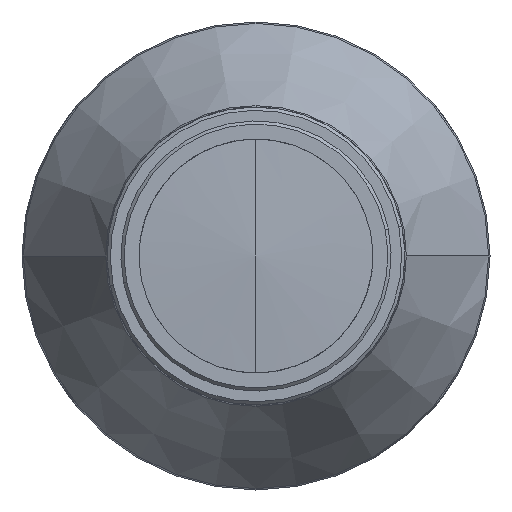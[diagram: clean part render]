
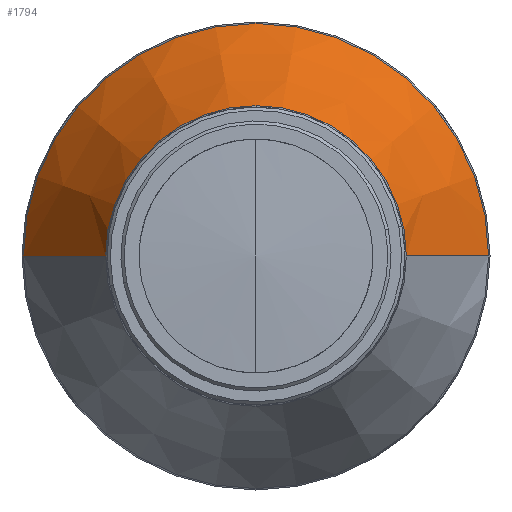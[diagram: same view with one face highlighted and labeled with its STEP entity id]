
A CAD part, left-side view. The second image highlights one B-rep face of the part: STEP entity #1794.
In plain terms, the highlighted conical face has half-angle 30 degrees and reference radius 14.134 mm.
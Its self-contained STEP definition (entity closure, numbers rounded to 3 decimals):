
#69 = DIRECTION ( 'NONE',  ( 1., 0., 0. ) ) ;
#112 = AXIS2_PLACEMENT_3D ( 'NONE', #1214, #1041, #1384 ) ;
#171 = CIRCLE ( 'NONE', #929, 14.134 ) ;
#197 = VERTEX_POINT ( 'NONE', #1544 ) ;
#279 = CARTESIAN_POINT ( 'NONE',  ( 7.532, 0., 14.134 ) ) ;
#312 = CARTESIAN_POINT ( 'NONE',  ( 20.924, 0., 0. ) ) ;
#368 = ORIENTED_EDGE ( 'NONE', *, *, #1840, .F. ) ;
#424 = CARTESIAN_POINT ( 'NONE',  ( 7.532, 14.134, 0. ) ) ;
#508 = AXIS2_PLACEMENT_3D ( 'NONE', #1792, #1477, #687 ) ;
#575 = EDGE_CURVE ( 'NONE', #1957, #1724, #1157, .T. ) ;
#617 = EDGE_CURVE ( 'NONE', #1796, #1724, #1485, .T. ) ;
#638 = DIRECTION ( 'NONE',  ( 1., 0., 0. ) ) ;
#687 = DIRECTION ( 'NONE',  ( 0., 1., 0. ) ) ;
#709 = ORIENTED_EDGE ( 'NONE', *, *, #617, .T. ) ;
#710 = CARTESIAN_POINT ( 'NONE',  ( 7.532, 0., 0. ) ) ;
#777 = DIRECTION ( 'NONE',  ( -1., 0., 0. ) ) ;
#799 = FACE_OUTER_BOUND ( 'NONE', #1569, .T. ) ;
#850 = DIRECTION ( 'NONE',  ( 0., 1., 0. ) ) ;
#907 = AXIS2_PLACEMENT_3D ( 'NONE', #312, #638, #2086 ) ;
#929 = AXIS2_PLACEMENT_3D ( 'NONE', #1921, #777, #1252 ) ;
#983 = ORIENTED_EDGE ( 'NONE', *, *, #575, .F. ) ;
#987 = EDGE_CURVE ( 'NONE', #1932, #2074, #1255, .T. ) ;
#1041 = DIRECTION ( 'NONE',  ( -1., 0., 0. ) ) ;
#1084 = ORIENTED_EDGE ( 'NONE', *, *, #1464, .F. ) ;
#1092 = AXIS2_PLACEMENT_3D ( 'NONE', #710, #69, #850 ) ;
#1157 = CIRCLE ( 'NONE', #907, 21.866 ) ;
#1186 = LINE ( 'NONE', #424, #2018 ) ;
#1214 = CARTESIAN_POINT ( 'NONE',  ( 7.532, 0., 0. ) ) ;
#1252 = DIRECTION ( 'NONE',  ( 0., 0., -1. ) ) ;
#1255 = CIRCLE ( 'NONE', #112, 14.134 ) ;
#1365 = CARTESIAN_POINT ( 'NONE',  ( 20.924, -21.866, 0. ) ) ;
#1384 = DIRECTION ( 'NONE',  ( 0., 0., -1. ) ) ;
#1422 = ORIENTED_EDGE ( 'NONE', *, *, #987, .F. ) ;
#1464 = EDGE_CURVE ( 'NONE', #197, #1957, #1692, .T. ) ;
#1477 = DIRECTION ( 'NONE',  ( 1., 0., 0. ) ) ;
#1485 = LINE ( 'NONE', #1756, #1760 ) ;
#1510 = CONICAL_SURFACE ( 'NONE', #1092, 14.134, 0.524 ) ;
#1544 = CARTESIAN_POINT ( 'NONE',  ( 20.924, 21.866, 0. ) ) ;
#1569 = EDGE_LOOP ( 'NONE', ( #1831, #709, #983, #1084, #368, #1422 ) ) ;
#1624 = CARTESIAN_POINT ( 'NONE',  ( 7.532, 14.134, 0. ) ) ;
#1677 = CARTESIAN_POINT ( 'NONE',  ( 7.532, -14.134, 0. ) ) ;
#1692 = CIRCLE ( 'NONE', #508, 21.866 ) ;
#1724 = VERTEX_POINT ( 'NONE', #1365 ) ;
#1756 = CARTESIAN_POINT ( 'NONE',  ( 7.532, -14.134, 0. ) ) ;
#1760 = VECTOR ( 'NONE', #2073, 1000. ) ;
#1792 = CARTESIAN_POINT ( 'NONE',  ( 20.924, 0., 0. ) ) ;
#1794 = ADVANCED_FACE ( 'NONE', ( #799 ), #1510, .T. ) ;
#1796 = VERTEX_POINT ( 'NONE', #1677 ) ;
#1831 = ORIENTED_EDGE ( 'NONE', *, *, #1924, .F. ) ;
#1840 = EDGE_CURVE ( 'NONE', #2074, #197, #1186, .T. ) ;
#1878 = DIRECTION ( 'NONE',  ( 0.866, 0.5, 0. ) ) ;
#1921 = CARTESIAN_POINT ( 'NONE',  ( 7.532, 0., 0. ) ) ;
#1924 = EDGE_CURVE ( 'NONE', #1796, #1932, #171, .T. ) ;
#1932 = VERTEX_POINT ( 'NONE', #279 ) ;
#1957 = VERTEX_POINT ( 'NONE', #2053 ) ;
#2018 = VECTOR ( 'NONE', #1878, 1000. ) ;
#2053 = CARTESIAN_POINT ( 'NONE',  ( 20.924, 0., 21.866 ) ) ;
#2073 = DIRECTION ( 'NONE',  ( 0.866, -0.5, 0. ) ) ;
#2074 = VERTEX_POINT ( 'NONE', #1624 ) ;
#2086 = DIRECTION ( 'NONE',  ( 0., 1., 0. ) ) ;
